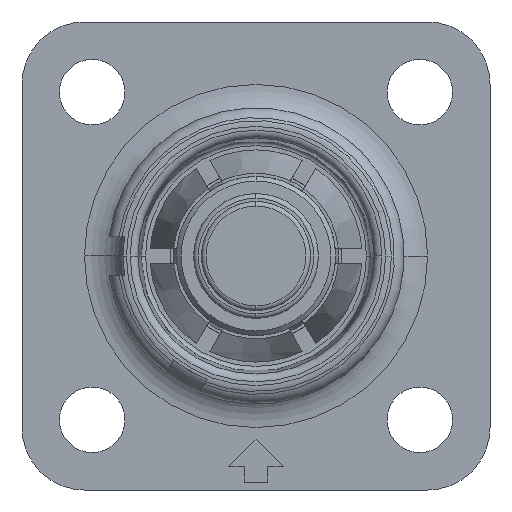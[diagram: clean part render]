
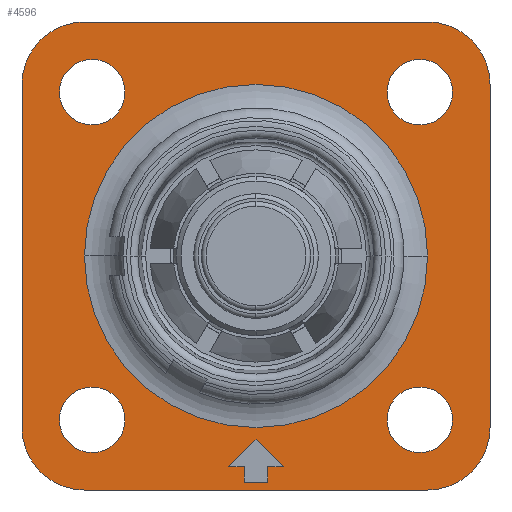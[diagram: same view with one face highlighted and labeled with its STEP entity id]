
A CAD part, left-side view. The second image highlights one B-rep face of the part: STEP entity #4596.
In plain terms, the highlighted planar face has unit normal (-1, 0, 0).
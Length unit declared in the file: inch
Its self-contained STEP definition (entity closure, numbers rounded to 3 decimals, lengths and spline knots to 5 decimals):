
#1298=CARTESIAN_POINT('',(0.3563,-0.43307,
0.70866));
#1299=DIRECTION('',(-1.,0.,0.));
#1300=DIRECTION('',(0.,-1.,0.));
#1301=AXIS2_PLACEMENT_3D('',#1298,#1299,#1300);
#1303=DIRECTION('',(0.,0.,1.));
#1304=VECTOR('',#1303,0.86614);
#1305=CARTESIAN_POINT('',(0.3563,-0.59055,
-0.15748));
#1306=LINE('',#1305,#1304);
#1307=CARTESIAN_POINT('',(0.3563,-0.43307,
-0.15748));
#1308=DIRECTION('',(-1.,0.,0.));
#1309=DIRECTION('',(0.,0.,-1.));
#1310=AXIS2_PLACEMENT_3D('',#1307,#1308,#1309);
#1312=DIRECTION('',(0.,-1.,0.));
#1313=VECTOR('',#1312,0.86614);
#1314=CARTESIAN_POINT('',(0.3563,0.43307,
-0.31496));
#1315=LINE('',#1314,#1313);
#1316=CARTESIAN_POINT('',(0.3563,0.43307,
-0.15748));
#1317=DIRECTION('',(-1.,0.,0.));
#1318=DIRECTION('',(0.,1.,0.));
#1319=AXIS2_PLACEMENT_3D('',#1316,#1317,#1318);
#1321=DIRECTION('',(0.,0.,-1.));
#1322=VECTOR('',#1321,0.86614);
#1323=CARTESIAN_POINT('',(0.3563,0.59055,
0.70866));
#1324=LINE('',#1323,#1322);
#1325=CARTESIAN_POINT('',(0.3563,0.43307,
0.70866));
#1326=DIRECTION('',(-1.,0.,0.));
#1327=DIRECTION('',(0.,0.,1.));
#1328=AXIS2_PLACEMENT_3D('',#1325,#1326,#1327);
#1330=DIRECTION('',(0.,1.,0.));
#1331=VECTOR('',#1330,0.86614);
#1332=CARTESIAN_POINT('',(0.3563,-0.43307,
0.86614));
#1333=LINE('',#1332,#1331);
#1334=CARTESIAN_POINT('',(0.3563,-0.41339,
0.68898));
#1335=DIRECTION('',(-1.,0.,0.));
#1336=DIRECTION('',(0.,0.,-1.));
#1337=AXIS2_PLACEMENT_3D('',#1334,#1335,#1336);
#1339=CARTESIAN_POINT('',(0.3563,-0.41339,
0.68898));
#1340=DIRECTION('',(-1.,0.,0.));
#1341=DIRECTION('',(0.,0.,1.));
#1342=AXIS2_PLACEMENT_3D('',#1339,#1340,#1341);
#1344=CARTESIAN_POINT('',(0.3563,0.41339,
0.68898));
#1345=DIRECTION('',(-1.,0.,0.));
#1346=DIRECTION('',(0.,0.,-1.));
#1347=AXIS2_PLACEMENT_3D('',#1344,#1345,#1346);
#1349=CARTESIAN_POINT('',(0.3563,0.41339,
0.68898));
#1350=DIRECTION('',(-1.,0.,0.));
#1351=DIRECTION('',(0.,0.,1.));
#1352=AXIS2_PLACEMENT_3D('',#1349,#1350,#1351);
#1354=CARTESIAN_POINT('',(0.3563,0.41339,
-0.1378));
#1355=DIRECTION('',(-1.,0.,0.));
#1356=DIRECTION('',(0.,0.,-1.));
#1357=AXIS2_PLACEMENT_3D('',#1354,#1355,#1356);
#1359=CARTESIAN_POINT('',(0.3563,0.41339,
-0.1378));
#1360=DIRECTION('',(-1.,0.,0.));
#1361=DIRECTION('',(0.,0.,1.));
#1362=AXIS2_PLACEMENT_3D('',#1359,#1360,#1361);
#1364=CARTESIAN_POINT('',(0.3563,-0.41339,
-0.1378));
#1365=DIRECTION('',(-1.,0.,0.));
#1366=DIRECTION('',(0.,0.,-1.));
#1367=AXIS2_PLACEMENT_3D('',#1364,#1365,#1366);
#1369=CARTESIAN_POINT('',(0.3563,-0.41339,
-0.1378));
#1370=DIRECTION('',(-1.,0.,0.));
#1371=DIRECTION('',(0.,0.,1.));
#1372=AXIS2_PLACEMENT_3D('',#1369,#1370,#1371);
#1374=CARTESIAN_POINT('',(0.3563,0.,0.27559));
#1375=DIRECTION('',(-1.,0.,0.));
#1376=DIRECTION('',(0.,1.,0.));
#1377=AXIS2_PLACEMENT_3D('',#1374,#1375,#1376);
#1379=CARTESIAN_POINT('',(0.3563,0.,0.27559));
#1380=DIRECTION('',(-1.,0.,0.));
#1381=DIRECTION('',(0.,-1.,0.));
#1382=AXIS2_PLACEMENT_3D('',#1379,#1380,#1381);
#1384=DIRECTION('',(0.,0.,1.));
#1385=VECTOR('',#1384,0.03937);
#1386=CARTESIAN_POINT('',(0.3563,-0.02953,
-0.29528));
#1387=LINE('',#1386,#1385);
#1388=DIRECTION('',(0.,-1.,0.));
#1389=VECTOR('',#1388,0.03937);
#1390=CARTESIAN_POINT('',(0.3563,-0.02953,
-0.25591));
#1391=LINE('',#1390,#1389);
#1392=DIRECTION('',(0.,0.707,0.707));
#1393=VECTOR('',#1392,0.09744);
#1394=CARTESIAN_POINT('',(0.3563,-0.0689,
-0.25591));
#1395=LINE('',#1394,#1393);
#1396=DIRECTION('',(0.,0.707,-0.707));
#1397=VECTOR('',#1396,0.09744);
#1398=CARTESIAN_POINT('',(0.3563,0.,-0.18701));
#1399=LINE('',#1398,#1397);
#1400=DIRECTION('',(0.,-1.,0.));
#1401=VECTOR('',#1400,0.03937);
#1402=CARTESIAN_POINT('',(0.3563,0.0689,
-0.25591));
#1403=LINE('',#1402,#1401);
#1404=DIRECTION('',(0.,0.,1.));
#1405=VECTOR('',#1404,0.03937);
#1406=CARTESIAN_POINT('',(0.3563,0.02953,
-0.29528));
#1407=LINE('',#1406,#1405);
#1408=DIRECTION('',(0.,-1.,0.));
#1409=VECTOR('',#1408,0.05906);
#1410=CARTESIAN_POINT('',(0.3563,0.02953,
-0.29528));
#1411=LINE('',#1410,#1409);
#2715=CARTESIAN_POINT('',(0.3563,-0.59055,
0.70866));
#2716=VERTEX_POINT('',#2715);
#2717=CARTESIAN_POINT('',(0.3563,-0.43307,
0.86614));
#2718=VERTEX_POINT('',#2717);
#2723=CARTESIAN_POINT('',(0.3563,0.43307,
0.86614));
#2724=VERTEX_POINT('',#2723);
#2725=CARTESIAN_POINT('',(0.3563,0.59055,
0.70866));
#2726=VERTEX_POINT('',#2725);
#2731=CARTESIAN_POINT('',(0.3563,0.59055,
-0.15748));
#2732=VERTEX_POINT('',#2731);
#2733=CARTESIAN_POINT('',(0.3563,0.43307,
-0.31496));
#2734=VERTEX_POINT('',#2733);
#2739=CARTESIAN_POINT('',(0.3563,-0.43307,
-0.31496));
#2740=VERTEX_POINT('',#2739);
#2741=CARTESIAN_POINT('',(0.3563,-0.59055,
-0.15748));
#2742=VERTEX_POINT('',#2741);
#2759=CARTESIAN_POINT('',(0.3563,-0.41339,
0.6063));
#2760=CARTESIAN_POINT('',(0.3563,-0.41339,
0.77165));
#2761=VERTEX_POINT('',#2759);
#2762=VERTEX_POINT('',#2760);
#2763=CARTESIAN_POINT('',(0.3563,0.41339,
0.6063));
#2764=CARTESIAN_POINT('',(0.3563,0.41339,
0.77165));
#2765=VERTEX_POINT('',#2763);
#2766=VERTEX_POINT('',#2764);
#2767=CARTESIAN_POINT('',(0.3563,0.41339,
-0.22047));
#2768=CARTESIAN_POINT('',(0.3563,0.41339,
-0.05512));
#2769=VERTEX_POINT('',#2767);
#2770=VERTEX_POINT('',#2768);
#2771=CARTESIAN_POINT('',(0.3563,-0.41339,
-0.22047));
#2772=CARTESIAN_POINT('',(0.3563,-0.41339,
-0.05512));
#2773=VERTEX_POINT('',#2771);
#2774=VERTEX_POINT('',#2772);
#2775=CARTESIAN_POINT('',(0.3563,0.43307,
0.27559));
#2776=CARTESIAN_POINT('',(0.3563,-0.43307,
0.27559));
#2777=VERTEX_POINT('',#2775);
#2778=VERTEX_POINT('',#2776);
#2926=CARTESIAN_POINT('',(0.3563,-0.02953,
-0.29528));
#2927=CARTESIAN_POINT('',(0.3563,-0.02953,
-0.25591));
#2928=VERTEX_POINT('',#2926);
#2929=VERTEX_POINT('',#2927);
#2930=CARTESIAN_POINT('',(0.3563,-0.0689,
-0.25591));
#2931=VERTEX_POINT('',#2930);
#2932=CARTESIAN_POINT('',(0.3563,0.,-0.18701));
#2933=VERTEX_POINT('',#2932);
#2934=CARTESIAN_POINT('',(0.3563,0.0689,
-0.25591));
#2935=VERTEX_POINT('',#2934);
#2936=CARTESIAN_POINT('',(0.3563,0.02953,
-0.25591));
#2937=VERTEX_POINT('',#2936);
#2938=CARTESIAN_POINT('',(0.3563,0.02953,
-0.29528));
#2939=VERTEX_POINT('',#2938);
#4528=CARTESIAN_POINT('',(0.3563,0.,0.27559));
#4529=DIRECTION('',(-1.,0.,0.));
#4530=DIRECTION('',(0.,-1.,0.));
#4531=AXIS2_PLACEMENT_3D('',#4528,#4529,#4530);
#4532=PLANE('',#4531);
#4534=ORIENTED_EDGE('',*,*,#4533,.F.);
#4536=ORIENTED_EDGE('',*,*,#4535,.F.);
#4538=ORIENTED_EDGE('',*,*,#4537,.F.);
#4540=ORIENTED_EDGE('',*,*,#4539,.F.);
#4542=ORIENTED_EDGE('',*,*,#4541,.F.);
#4544=ORIENTED_EDGE('',*,*,#4543,.F.);
#4546=ORIENTED_EDGE('',*,*,#4545,.F.);
#4548=ORIENTED_EDGE('',*,*,#4547,.F.);
#4549=EDGE_LOOP('',(#4534,#4536,#4538,#4540,#4542,#4544,#4546,#4548));
#4550=FACE_OUTER_BOUND('',#4549,.F.);
#4552=ORIENTED_EDGE('',*,*,#4551,.T.);
#4554=ORIENTED_EDGE('',*,*,#4553,.T.);
#4555=EDGE_LOOP('',(#4552,#4554));
#4556=FACE_BOUND('',#4555,.F.);
#4558=ORIENTED_EDGE('',*,*,#4557,.T.);
#4560=ORIENTED_EDGE('',*,*,#4559,.T.);
#4561=EDGE_LOOP('',(#4558,#4560));
#4562=FACE_BOUND('',#4561,.F.);
#4564=ORIENTED_EDGE('',*,*,#4563,.T.);
#4566=ORIENTED_EDGE('',*,*,#4565,.T.);
#4567=EDGE_LOOP('',(#4564,#4566));
#4568=FACE_BOUND('',#4567,.F.);
#4570=ORIENTED_EDGE('',*,*,#4569,.T.);
#4572=ORIENTED_EDGE('',*,*,#4571,.T.);
#4573=EDGE_LOOP('',(#4570,#4572));
#4574=FACE_BOUND('',#4573,.F.);
#4576=ORIENTED_EDGE('',*,*,#4575,.T.);
#4577=ORIENTED_EDGE('',*,*,#4518,.T.);
#4578=EDGE_LOOP('',(#4576,#4577));
#4579=FACE_BOUND('',#4578,.F.);
#4581=ORIENTED_EDGE('',*,*,#4580,.T.);
#4583=ORIENTED_EDGE('',*,*,#4582,.T.);
#4585=ORIENTED_EDGE('',*,*,#4584,.T.);
#4587=ORIENTED_EDGE('',*,*,#4586,.T.);
#4589=ORIENTED_EDGE('',*,*,#4588,.T.);
#4591=ORIENTED_EDGE('',*,*,#4590,.F.);
#4593=ORIENTED_EDGE('',*,*,#4592,.T.);
#4594=EDGE_LOOP('',(#4581,#4583,#4585,#4587,#4589,#4591,#4593));
#4595=FACE_BOUND('',#4594,.F.);
#4596=ADVANCED_FACE('',(#4550,#4556,#4562,#4568,#4574,#4579,#4595),#4532,.T.);
#1302=CIRCLE('',#1301,0.15748);
#1311=CIRCLE('',#1310,0.15748);
#1320=CIRCLE('',#1319,0.15748);
#1329=CIRCLE('',#1328,0.15748);
#1338=CIRCLE('',#1337,0.08268);
#1343=CIRCLE('',#1342,0.08268);
#1348=CIRCLE('',#1347,0.08268);
#1353=CIRCLE('',#1352,0.08268);
#1358=CIRCLE('',#1357,0.08268);
#1363=CIRCLE('',#1362,0.08268);
#1368=CIRCLE('',#1367,0.08268);
#1373=CIRCLE('',#1372,0.08268);
#1378=CIRCLE('',#1377,0.43307);
#1383=CIRCLE('',#1382,0.43307);
#4518=EDGE_CURVE('',#2778,#2777,#1383,.T.);
#4533=EDGE_CURVE('',#2716,#2718,#1302,.T.);
#4535=EDGE_CURVE('',#2742,#2716,#1306,.T.);
#4537=EDGE_CURVE('',#2740,#2742,#1311,.T.);
#4539=EDGE_CURVE('',#2734,#2740,#1315,.T.);
#4541=EDGE_CURVE('',#2732,#2734,#1320,.T.);
#4543=EDGE_CURVE('',#2726,#2732,#1324,.T.);
#4545=EDGE_CURVE('',#2724,#2726,#1329,.T.);
#4547=EDGE_CURVE('',#2718,#2724,#1333,.T.);
#4551=EDGE_CURVE('',#2761,#2762,#1338,.T.);
#4553=EDGE_CURVE('',#2762,#2761,#1343,.T.);
#4557=EDGE_CURVE('',#2765,#2766,#1348,.T.);
#4559=EDGE_CURVE('',#2766,#2765,#1353,.T.);
#4563=EDGE_CURVE('',#2769,#2770,#1358,.T.);
#4565=EDGE_CURVE('',#2770,#2769,#1363,.T.);
#4569=EDGE_CURVE('',#2773,#2774,#1368,.T.);
#4571=EDGE_CURVE('',#2774,#2773,#1373,.T.);
#4575=EDGE_CURVE('',#2777,#2778,#1378,.T.);
#4580=EDGE_CURVE('',#2928,#2929,#1387,.T.);
#4582=EDGE_CURVE('',#2929,#2931,#1391,.T.);
#4584=EDGE_CURVE('',#2931,#2933,#1395,.T.);
#4586=EDGE_CURVE('',#2933,#2935,#1399,.T.);
#4588=EDGE_CURVE('',#2935,#2937,#1403,.T.);
#4590=EDGE_CURVE('',#2939,#2937,#1407,.T.);
#4592=EDGE_CURVE('',#2939,#2928,#1411,.T.);
